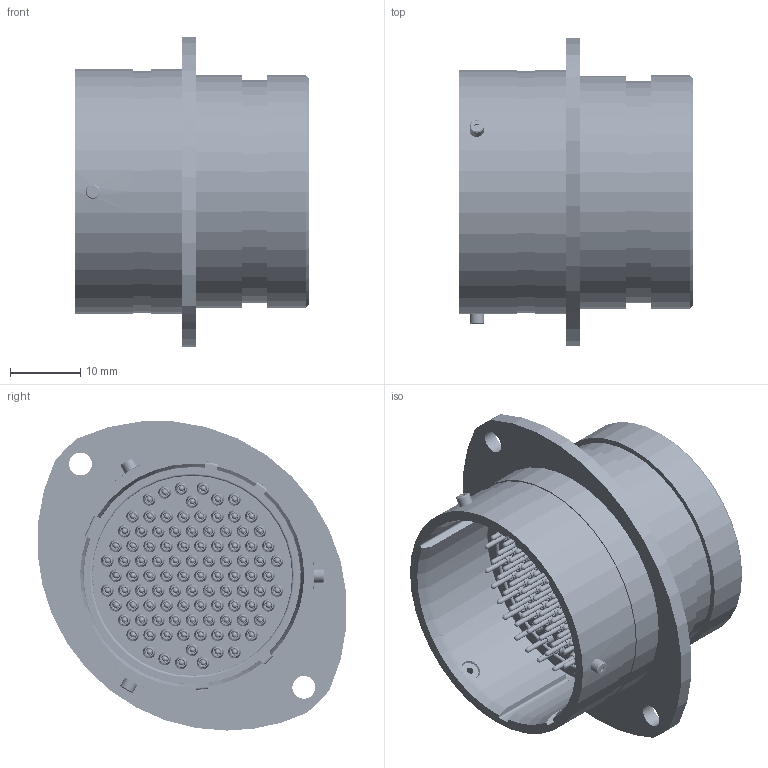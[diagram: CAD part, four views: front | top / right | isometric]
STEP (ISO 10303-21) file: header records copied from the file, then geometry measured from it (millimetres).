
FILE_DESCRIPTION (( 'STEP AP214' ), '1' );
FILE_NAME ('AS022-35PC.STEP', '2022-02-02T12:18:10', ( '' ), ( '' ), 'SwSTEP 2.0', 'SolidWorks 2020', '' );
FILE_SCHEMA (( 'AUTOMOTIVE_DESIGN' ));
Length unit declared in the file: millimetre
Products named in the file (1): AS022-35PC
Bounding box: 33.31 x 43.94 x 44 mm (x, y, z)
Volume: 18213 mm3; surface area: 21999.9 mm2
Topology: 111 solids, 111 shells, 3627 faces, 7721 edges, 4728 vertices
Faces by surface type: torus 1222, cylinder 1111, plane 658, cone 620, sphere 16
Entity records: 141960 total; most frequent: DIRECTION 20820, CARTESIAN_POINT 16392, ORIENTED_EDGE 15410, AXIS2_PLACEMENT_3D 9529, EDGE_CURVE 7705, CIRCLE 5903, VERTEX_POINT 4722, EDGE_LOOP 4661
